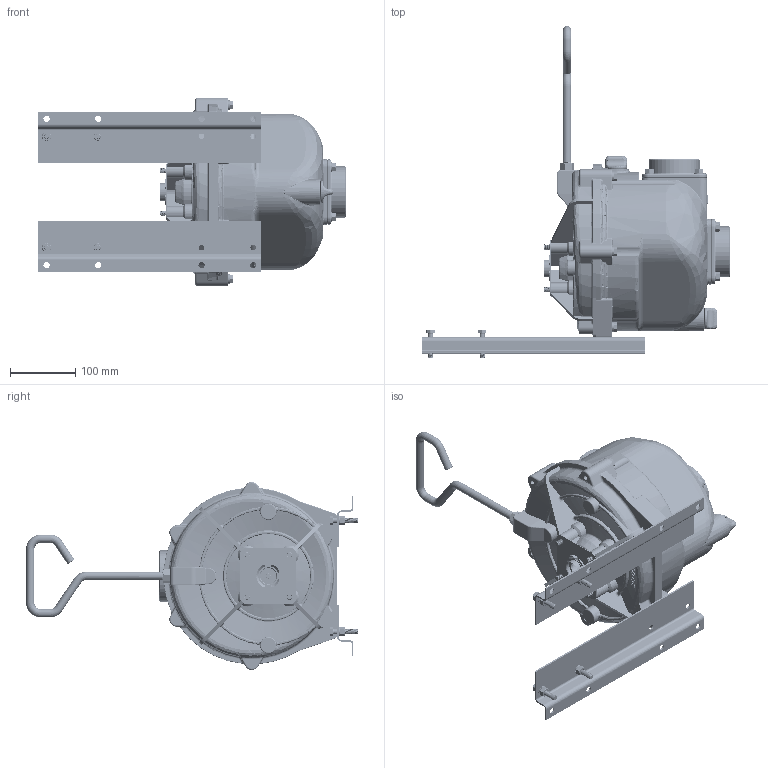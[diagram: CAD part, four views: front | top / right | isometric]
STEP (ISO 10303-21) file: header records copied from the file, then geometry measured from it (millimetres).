
FILE_DESCRIPTION((''),'2;1');
FILE_NAME('222POI.stp','2013-06-10T09:14:15',('mclevenger'),(''),'Autodesk Inventor 2013','Autodesk Inventor 2013','');
FILE_SCHEMA(('AUTOMOTIVE_DESIGN { 1 0 10303 214 1 1 1 1 }'));
Length unit declared in the file: inch
Products named in the file (30): 222poi; 15712; 15712X; 17013; 17000; 17019; V10118; 15703; 12705; 15702; 12710; 12715A; 12717; 12719A; 12774VA; 12901; 12902A; 13777; 13778; 15022; 15751; 15772; 17010; 17033; 17034; V10119; 12765A; 15752; 12733V; 12716
Assembly tree (85 placements, depth 3):
  222poi
    15712
      15712X
      17013  x2
      17000  x2
      17019  x8
      V10118  x8
    15703
    12705
    15702
    12710
    12715A  x13
    12717  x4
    12719A
    12774VA
    12901  x4
    12902A
    13777  x2
    13778  x2
    15022
    15751
    15772
    17010
    17033  x2
    17034  x4
    V10118  x13
    V10119  x4
    12765A
    15752
    12733V
    12716
Bounding box: 472.32 x 509.9 x 288.93 mm (x, y, z)
Volume: 3334923 mm3; surface area: 1219376.3 mm2
Topology: 84 solids, 84 shells, 7780 faces, 18120 edges, 10608 vertices
Faces by surface type: cylinder 2776, cone 2307, plane 1541, bspline 874, torus 256, sphere 26
Full cylindrical faces by diameter (mm): 6.401 x8, 6.782 x9, 7.747 x1, 7.938 x8, 8.204 x11, 8.712 x8, 8.731 x18, 9.525 x8, 10.592 x1, 10.795 x4, 11.113 x1, 12.7 x7, 17.145 x1, 17.399 x1, 17.475 x4, 17.78 x2, 18.263 x1, 18.669 x1, 19.05 x1, 20.701 x4, 20.955 x1, 24.892 x1, 25.4 x5, 26.924 x1, 29.21 x1, 29.718 x2, 30.162 x1, 30.226 x1, 30.734 x1, 33.274 x2
Entity records: 141732 total; most frequent: CARTESIAN_POINT 68931, ORIENTED_EDGE 16310, DIRECTION 12413, EDGE_CURVE 8155, VERTEX_POINT 5183, AXIS2_PLACEMENT_3D 4666, EDGE_LOOP 3766, FACE_OUTER_BOUND 3329
